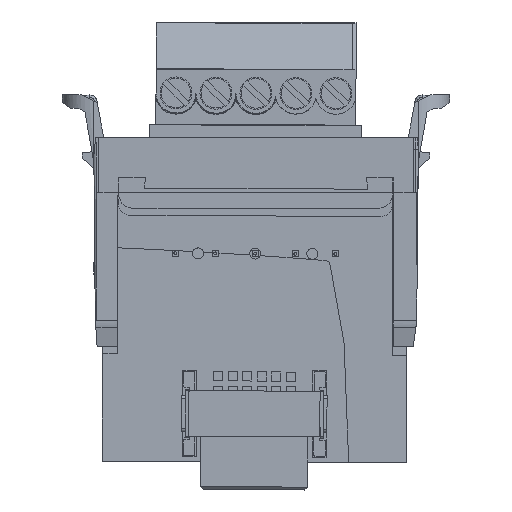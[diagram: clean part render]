
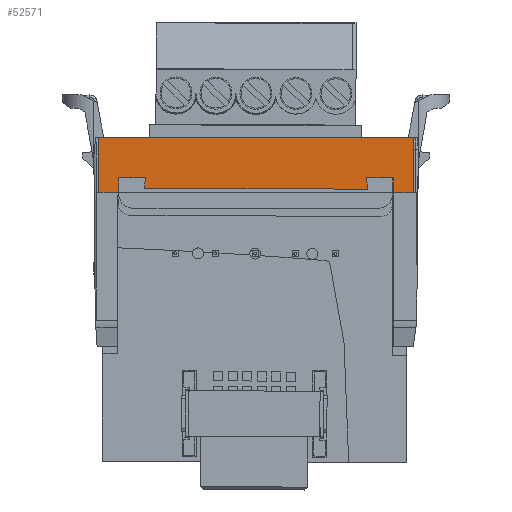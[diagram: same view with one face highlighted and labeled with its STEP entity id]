
A CAD part, left-side view. The second image highlights one B-rep face of the part: STEP entity #52571.
In plain terms, the highlighted planar face has unit normal (-1, 0, 0).
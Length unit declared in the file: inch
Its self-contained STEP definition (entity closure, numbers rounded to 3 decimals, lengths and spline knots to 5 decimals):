
#168 = VECTOR ( 'NONE', #50181, 39.37008 ) ;
#411 = EDGE_CURVE ( 'NONE', #41120, #10214, #6885, .T. ) ;
#2508 = DIRECTION ( 'NONE',  ( 0., 1., 0. ) ) ;
#3856 = EDGE_CURVE ( 'NONE', #35471, #9008, #26536, .T. ) ;
#5653 = CARTESIAN_POINT ( 'NONE',  ( -0.56901, -0.47328, -0.17872 ) ) ;
#6872 = DIRECTION ( 'NONE',  ( 1., 0., 0. ) ) ;
#6885 = LINE ( 'NONE', #25092, #55769 ) ;
#7298 = DIRECTION ( 'NONE',  ( 0., 1., 0. ) ) ;
#7636 = CARTESIAN_POINT ( 'NONE',  ( -0.56901, -0.77226, -0.17872 ) ) ;
#8848 = FACE_OUTER_BOUND ( 'NONE', #40497, .T. ) ;
#9008 = VERTEX_POINT ( 'NONE', #18427 ) ;
#9805 = VECTOR ( 'NONE', #50930, 39.37008 ) ;
#10214 = VERTEX_POINT ( 'NONE', #25639 ) ;
#10559 = VECTOR ( 'NONE', #43022, 39.37008 ) ;
#10672 = CARTESIAN_POINT ( 'NONE',  ( -0.56901, -0.77226, 0.00969 ) ) ;
#12637 = LINE ( 'NONE', #10672, #66288 ) ;
#12863 = VECTOR ( 'NONE', #2508, 39.37008 ) ;
#13073 = EDGE_CURVE ( 'NONE', #10214, #66086, #61479, .T. ) ;
#13402 = VERTEX_POINT ( 'NONE', #44089 ) ;
#14008 = EDGE_CURVE ( 'NONE', #36869, #31797, #34485, .T. ) ;
#15435 = EDGE_CURVE ( 'NONE', #35471, #13402, #12637, .T. ) ;
#17280 = DIRECTION ( 'NONE',  ( 0., 0., 1. ) ) ;
#17625 = CARTESIAN_POINT ( 'NONE',  ( -0.56901, -0.77226, -0.17872 ) ) ;
#17678 = CARTESIAN_POINT ( 'NONE',  ( -0.56901, 0.47393, -0.17872 ) ) ;
#18427 = CARTESIAN_POINT ( 'NONE',  ( -0.56901, -0.54219, -0.17872 ) ) ;
#20642 = LINE ( 'NONE', #47308, #23573 ) ;
#21670 = EDGE_CURVE ( 'NONE', #74000, #58952, #55958, .T. ) ;
#22338 = LINE ( 'NONE', #31159, #58171 ) ;
#22833 = LINE ( 'NONE', #7636, #168 ) ;
#22926 = ORIENTED_EDGE ( 'NONE', *, *, #29960, .F. ) ;
#23573 = VECTOR ( 'NONE', #17280, 39.37008 ) ;
#23706 = EDGE_CURVE ( 'NONE', #58952, #33169, #53776, .T. ) ;
#24860 = CARTESIAN_POINT ( 'NONE',  ( -0.56901, -0.54219, 0.00969 ) ) ;
#25092 = CARTESIAN_POINT ( 'NONE',  ( -0.56901, -0.38367, -0.16707 ) ) ;
#25639 = CARTESIAN_POINT ( 'NONE',  ( -0.56901, 0.38443, -0.16372 ) ) ;
#26536 = LINE ( 'NONE', #24860, #10559 ) ;
#28520 = VECTOR ( 'NONE', #63142, 39.37008 ) ;
#29592 = VECTOR ( 'NONE', #75140, 39.37008 ) ;
#29960 = EDGE_CURVE ( 'NONE', #33169, #13402, #20642, .T. ) ;
#31132 = DIRECTION ( 'NONE',  ( 0., 1., 0.004 ) ) ;
#31159 = CARTESIAN_POINT ( 'NONE',  ( -0.56901, -0.77226, -0.12768 ) ) ;
#31797 = VERTEX_POINT ( 'NONE', #32275 ) ;
#32275 = CARTESIAN_POINT ( 'NONE',  ( -0.56901, -0.38095, -0.12811 ) ) ;
#33169 = VERTEX_POINT ( 'NONE', #36796 ) ;
#34485 = LINE ( 'NONE', #49826, #12863 ) ;
#35471 = VERTEX_POINT ( 'NONE', #40730 ) ;
#35592 = CARTESIAN_POINT ( 'NONE',  ( -0.56901, 0.38191, -0.12768 ) ) ;
#36782 = CARTESIAN_POINT ( 'NONE',  ( -0.56901, -0.77226, 0.00969 ) ) ;
#36796 = CARTESIAN_POINT ( 'NONE',  ( -0.56901, 0.54219, -0.17872 ) ) ;
#36869 = VERTEX_POINT ( 'NONE', #47462 ) ;
#36960 = ORIENTED_EDGE ( 'NONE', *, *, #15435, .T. ) ;
#37720 = VECTOR ( 'NONE', #43466, 39.37008 ) ;
#40002 = EDGE_CURVE ( 'NONE', #9008, #44321, #22833, .T. ) ;
#40497 = EDGE_LOOP ( 'NONE', ( #47559, #41222, #76032, #50401, #51852, #50122, #76923, #60418, #41100, #36960, #22926, #59588 ) ) ;
#40730 = CARTESIAN_POINT ( 'NONE',  ( -0.56901, -0.54219, 0.00969 ) ) ;
#41100 = ORIENTED_EDGE ( 'NONE', *, *, #3856, .F. ) ;
#41120 = VERTEX_POINT ( 'NONE', #67355 ) ;
#41222 = ORIENTED_EDGE ( 'NONE', *, *, #43969, .F. ) ;
#43022 = DIRECTION ( 'NONE',  ( 0., 0., -1. ) ) ;
#43115 = PLANE ( 'NONE',  #48066 ) ;
#43466 = DIRECTION ( 'NONE',  ( 0., -0.07, -0.998 ) ) ;
#43969 = EDGE_CURVE ( 'NONE', #66086, #74000, #22338, .T. ) ;
#44089 = CARTESIAN_POINT ( 'NONE',  ( -0.56901, 0.54219, 0.00969 ) ) ;
#44321 = VERTEX_POINT ( 'NONE', #5653 ) ;
#44328 = CARTESIAN_POINT ( 'NONE',  ( -0.56901, -0.47328, 0.00969 ) ) ;
#47308 = CARTESIAN_POINT ( 'NONE',  ( -0.56901, 0.54219, -0.71098 ) ) ;
#47462 = CARTESIAN_POINT ( 'NONE',  ( -0.56901, -0.47328, -0.12811 ) ) ;
#47559 = ORIENTED_EDGE ( 'NONE', *, *, #21670, .F. ) ;
#48066 = AXIS2_PLACEMENT_3D ( 'NONE', #36782, #6872, #67101 ) ;
#49826 = CARTESIAN_POINT ( 'NONE',  ( -0.56901, -0.77226, -0.12811 ) ) ;
#50122 = ORIENTED_EDGE ( 'NONE', *, *, #14008, .F. ) ;
#50181 = DIRECTION ( 'NONE',  ( 0., 1., 0. ) ) ;
#50401 = ORIENTED_EDGE ( 'NONE', *, *, #411, .F. ) ;
#50930 = DIRECTION ( 'NONE',  ( 0., 0., -1. ) ) ;
#51852 = ORIENTED_EDGE ( 'NONE', *, *, #64507, .F. ) ;
#52571 = ADVANCED_FACE ( 'NONE', ( #8848 ), #43115, .F. ) ;
#53776 = LINE ( 'NONE', #17625, #72630 ) ;
#55679 = CARTESIAN_POINT ( 'NONE',  ( -0.56901, 0.47393, -0.12768 ) ) ;
#55769 = VECTOR ( 'NONE', #31132, 39.37008 ) ;
#55958 = LINE ( 'NONE', #69045, #29592 ) ;
#58171 = VECTOR ( 'NONE', #7298, 39.37008 ) ;
#58695 = LINE ( 'NONE', #44328, #9805 ) ;
#58952 = VERTEX_POINT ( 'NONE', #17678 ) ;
#59588 = ORIENTED_EDGE ( 'NONE', *, *, #23706, .F. ) ;
#60418 = ORIENTED_EDGE ( 'NONE', *, *, #40002, .F. ) ;
#61479 = LINE ( 'NONE', #69482, #28520 ) ;
#63142 = DIRECTION ( 'NONE',  ( 0., -0.07, 0.998 ) ) ;
#63164 = LINE ( 'NONE', #67203, #37720 ) ;
#64507 = EDGE_CURVE ( 'NONE', #31797, #41120, #63164, .T. ) ;
#66086 = VERTEX_POINT ( 'NONE', #35592 ) ;
#66090 = DIRECTION ( 'NONE',  ( 0., 1., 0. ) ) ;
#66288 = VECTOR ( 'NONE', #76487, 39.37008 ) ;
#67101 = DIRECTION ( 'NONE',  ( 0., 0., -1. ) ) ;
#67203 = CARTESIAN_POINT ( 'NONE',  ( -0.56901, -0.38095, -0.12811 ) ) ;
#67355 = CARTESIAN_POINT ( 'NONE',  ( -0.56901, -0.38367, -0.16707 ) ) ;
#69045 = CARTESIAN_POINT ( 'NONE',  ( -0.56901, 0.47393, 0.00969 ) ) ;
#69482 = CARTESIAN_POINT ( 'NONE',  ( -0.56901, 0.38443, -0.16372 ) ) ;
#72630 = VECTOR ( 'NONE', #66090, 39.37008 ) ;
#73136 = EDGE_CURVE ( 'NONE', #36869, #44321, #58695, .T. ) ;
#74000 = VERTEX_POINT ( 'NONE', #55679 ) ;
#75140 = DIRECTION ( 'NONE',  ( 0., 0., -1. ) ) ;
#76032 = ORIENTED_EDGE ( 'NONE', *, *, #13073, .F. ) ;
#76487 = DIRECTION ( 'NONE',  ( 0., 1., 0. ) ) ;
#76923 = ORIENTED_EDGE ( 'NONE', *, *, #73136, .T. ) ;
